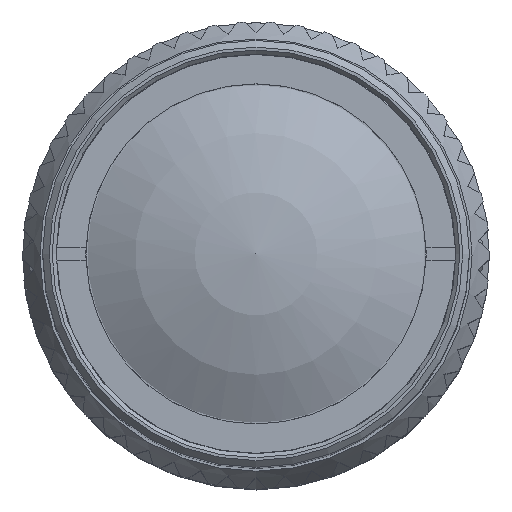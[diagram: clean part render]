
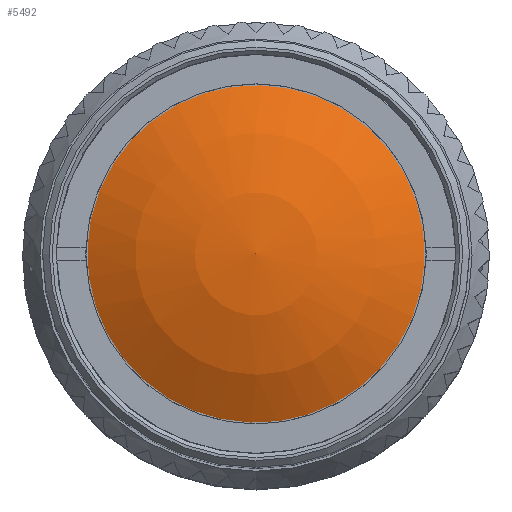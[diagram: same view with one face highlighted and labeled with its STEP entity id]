
A CAD part, top view. The second image highlights one B-rep face of the part: STEP entity #5492.
In plain terms, the highlighted spherical face has radius 26.49 mm.
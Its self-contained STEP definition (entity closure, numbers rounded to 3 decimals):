
#733=SPHERICAL_SURFACE('',#6052,26.49);
#1453=FACE_OUTER_BOUND('',#1883,.T.);
#1883=EDGE_LOOP('',(#4619));
#2169=CIRCLE('',#6050,13.25);
#2632=VERTEX_POINT('',#9367);
#3313=EDGE_CURVE('',#2632,#2632,#2169,.T.);
#4619=ORIENTED_EDGE('',*,*,#3313,.T.);
#5492=ADVANCED_FACE('',(#1453),#733,.T.);
#6050=AXIS2_PLACEMENT_3D('',#9368,#7274,#7275);
#6052=AXIS2_PLACEMENT_3D('',#9371,#7278,#7279);
#7274=DIRECTION('center_axis',(0.,0.,
1.));
#7275=DIRECTION('ref_axis',(-0.469,0.883,0.));
#7278=DIRECTION('center_axis',(0.,0.,
-1.));
#7279=DIRECTION('ref_axis',(-0.469,0.883,0.));
#9367=CARTESIAN_POINT('',(6.217,-11.701,111.116));
#9368=CARTESIAN_POINT('Origin',(0.,0.,
111.116));
#9371=CARTESIAN_POINT('Origin',(0.,0.,
88.178));
